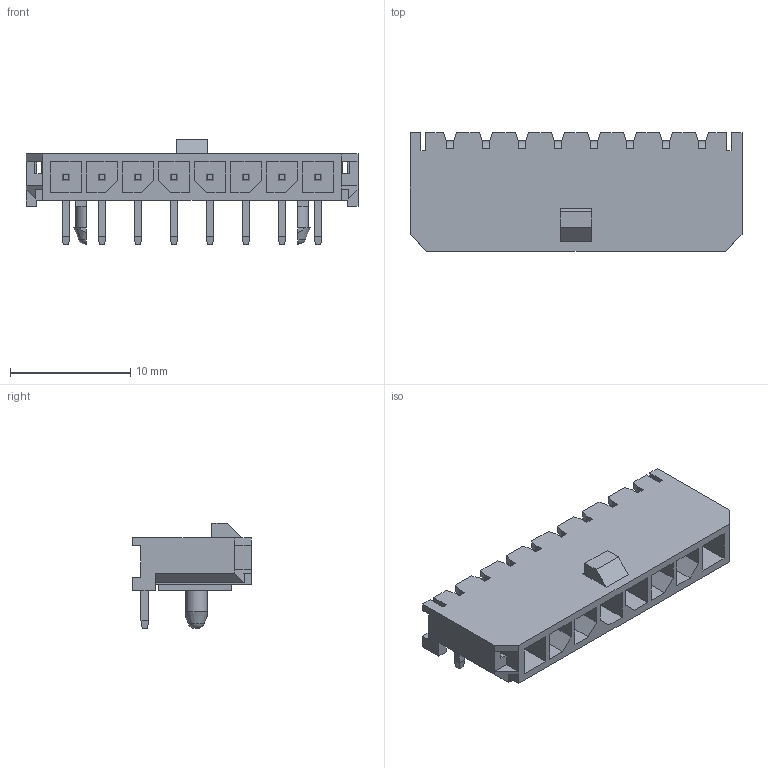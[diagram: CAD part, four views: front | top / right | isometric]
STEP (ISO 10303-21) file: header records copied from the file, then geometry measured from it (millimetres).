
FILE_DESCRIPTION(/* description */ ('Unknown'),/* implementation_level */ '2;1');
FILE_NAME(/* name */ '66200811022',/* time_stamp */ '2020-09-23T10:28:41+02:00',/* author */ ('Unknown'),/* organization */ ('Unknown'),/* preprocessor_version */ 'ST-DEVELOPER v16.7',/* originating_system */ 'DEX',/* authorisation */ $);
FILE_SCHEMA (('AUTOMOTIVE_DESIGN {1 0 10303 214 3 1 1}'));
Length unit declared in the file: millimetre
Products named in the file (3): 6620xx11022; 66200811022; 6620xx11022_PIN
Assembly tree (9 placements, depth 2):
  6620xx11022
    66200811022
    6620xx11022_PIN  x8
Bounding box: 27.65 x 9.9 x 8.76 mm (x, y, z)
Volume: 696 mm3; surface area: 1800.6 mm2
Topology: 9 solids, 9 shells, 442 faces, 1175 edges, 746 vertices
Faces by surface type: plane 419, cylinder 19, cone 2, torus 2
Entity records: 10157 total; most frequent: CARTESIAN_POINT 1811, ORIENTED_EDGE 1790, DIRECTION 1565, EDGE_CURVE 895, LINE 869, VECTOR 869, VERTEX_POINT 578, AXIS2_PLACEMENT_3D 348
